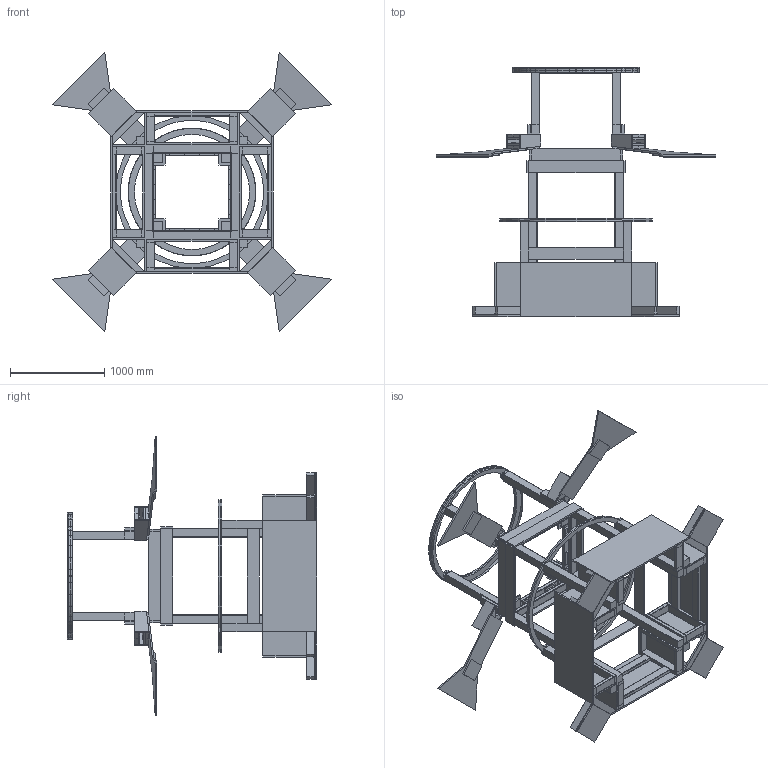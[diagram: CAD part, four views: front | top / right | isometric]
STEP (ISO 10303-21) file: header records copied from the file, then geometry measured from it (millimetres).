
FILE_DESCRIPTION (( 'STEP AP214' ), '1' );
FILE_NAME ('TE-22000.STEP', '2022-01-06T03:57:34', ( '' ), ( '' ), 'SwSTEP 2.0', 'SolidWorks 2019', '' );
FILE_SCHEMA (( 'AUTOMOTIVE_DESIGN' ));
Length unit declared in the file: inch
Products named in the file (97): TE-22052; TE-22056; TE-22053; TE-22055; TE-22017; TE-22060; TE-22010; TE-22050; TE-22031; TE-22064; TE-22000; TE-22013; TE-22016; TE-22038; TE-22063; TE-22068; TE-22042; TE-22070; TE-22036; TE-22040; TE-22061; TE-22023-Multiple; TE-22015; TE-22033; TE-22051; TE-22034; TE-22054; TE-22037; Hook_1_13.25; TE-22011; TE-22025; TE-22067; TE-22071; TE-22006; TE-22043; TE-22012; TE-22021-Multiple_Multiple Section Cut; TE-22065; Loop_1_13.25; TE-22062 ...
Assembly tree (305 placements, depth 5):
  TE-22000
    TE-22040
      TE-22042  x4
      TE-22043  x8
      TE-22044
        TE-22041  x4
        TE-22005  x4
        TE-22006  x8
    TE-22010
      TE-22013
        TE-22012
        TE-22011  x2
      TE-22017
        TE-22016
        TE-22014  x2
        TE-22015  x2
      TE-22017
        TE-22016
        TE-22014  x2
        TE-22015  x2
    TE-22050
      TE-22055
        TE-22051
        Loop_1_13.25  x2
      TE-22052
      TE-22053
      TE-22056
        TE-22054
        Hook_1_13.25
      TE-22056
        TE-22054
        Hook_1_13.25
    TE-22060
      TE-22064
        TE-22063
        TE-22062
        TE-22061
      TE-22068
        TE-22065  x4
        TE-22061  x2
        TE-22066  x2
        TE-22067  x2
    TE-22030
      TE-22036  x4
      TE-22038
        TE-22035  x4
        TE-22005  x4
        TE-22006  x8
      TE-22037  x4
      TE-22034
        TE-22033
          TE-22031  x2
        TE-22033
          TE-22031  x2
        TE-22033
          TE-22031  x2
        TE-22033
          TE-22031  x2
        TE-22032  x4
    TE-22060
Bounding box: 2962.69 x 2642.39 x 2962.69 mm (x, y, z)
Volume: 417756369.9 mm3; surface area: 38759538.8 mm2
Topology: 240 solids, 240 shells, 1940 faces, 4380 edges, 2920 vertices
Faces by surface type: plane 1444, cylinder 496
Entity records: 11933 total; most frequent: DIRECTION 1903, CARTESIAN_POINT 1557, ORIENTED_EDGE 1110, AXIS2_PLACEMENT_3D 732, EDGE_CURVE 555, LINE 439, VECTOR 439, PRODUCT_DEFINITION_SHAPE 402
